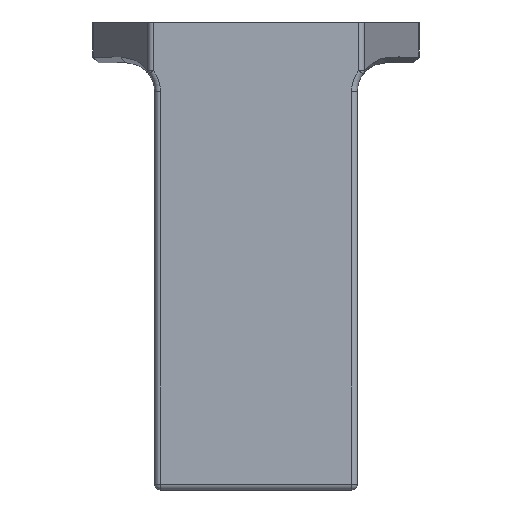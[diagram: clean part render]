
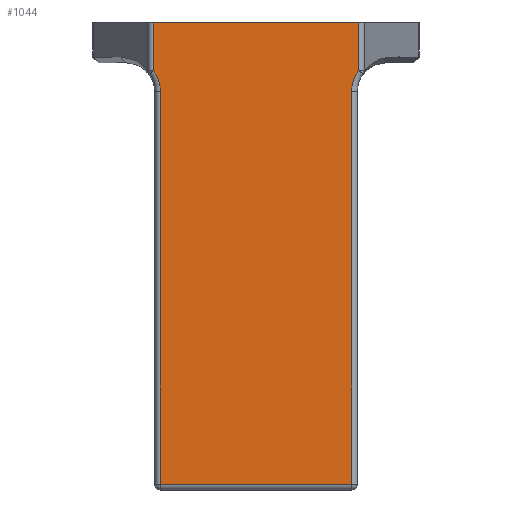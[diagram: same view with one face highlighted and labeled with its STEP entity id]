
A CAD part, top view. The second image highlights one B-rep face of the part: STEP entity #1044.
In plain terms, the highlighted face is planar.
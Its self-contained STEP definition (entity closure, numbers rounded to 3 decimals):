
#47 = CARTESIAN_POINT ( 'NONE',  ( 1., 26.82, 12. ) ) ;
#61 = DIRECTION ( 'NONE',  ( 1., 0., 0. ) ) ;
#75 = CARTESIAN_POINT ( 'NONE',  ( 34., 26.82, 12. ) ) ;
#79 = VECTOR ( 'NONE', #1022, 1000. ) ;
#114 = ORIENTED_EDGE ( 'NONE', *, *, #3004, .T. ) ;
#225 = DIRECTION ( 'NONE',  ( 0., 0., 1. ) ) ;
#305 = VECTOR ( 'NONE', #225, 1000. ) ;
#337 = EDGE_CURVE ( 'NONE', #2786, #1183, #1025, .T. ) ;
#353 = CARTESIAN_POINT ( 'NONE',  ( -0.223, 26.82, 0. ) ) ;
#371 = ORIENTED_EDGE ( 'NONE', *, *, #821, .T. ) ;
#376 = EDGE_CURVE ( 'NONE', #3052, #1539, #1153, .T. ) ;
#398 = ORIENTED_EDGE ( 'NONE', *, *, #2110, .T. ) ;
#421 = DIRECTION ( 'NONE',  ( 0., -1., 0. ) ) ;
#484 = DIRECTION ( 'NONE',  ( 0., 0., 1. ) ) ;
#504 = LINE ( 'NONE', #2895, #2198 ) ;
#518 = VECTOR ( 'NONE', #798, 1000. ) ;
#529 = ORIENTED_EDGE ( 'NONE', *, *, #2622, .T. ) ;
#580 = CIRCLE ( 'NONE', #3097, 6. ) ;
#587 = DIRECTION ( 'NONE',  ( 1., 0., 0. ) ) ;
#595 = VERTEX_POINT ( 'NONE', #626 ) ;
#606 = ORIENTED_EDGE ( 'NONE', *, *, #337, .T. ) ;
#626 = CARTESIAN_POINT ( 'NONE',  ( 35.223, 26.82, 8.37 ) ) ;
#631 = DIRECTION ( 'NONE',  ( 1., 0., 0. ) ) ;
#644 = CARTESIAN_POINT ( 'NONE',  ( -5., 26.82, 12. ) ) ;
#708 = LINE ( 'NONE', #1963, #305 ) ;
#746 = LINE ( 'NONE', #2667, #518 ) ;
#798 = DIRECTION ( 'NONE',  ( -1., 0., 0. ) ) ;
#821 = EDGE_CURVE ( 'NONE', #2376, #1771, #746, .T. ) ;
#922 = CARTESIAN_POINT ( 'NONE',  ( 35., 26.82, 79.812 ) ) ;
#955 = CARTESIAN_POINT ( 'NONE',  ( 1., 26.82, 0. ) ) ;
#1022 = DIRECTION ( 'NONE',  ( 0., 0., -1. ) ) ;
#1025 = CIRCLE ( 'NONE', #2237, 6. ) ;
#1044 = ADVANCED_FACE ( 'Fl�che2', ( #2080 ), #2267, .F. ) ;
#1120 = CARTESIAN_POINT ( 'NONE',  ( -0.223, 26.82, 8.37 ) ) ;
#1138 = CARTESIAN_POINT ( 'NONE',  ( 34., 26.82, 12. ) ) ;
#1153 = LINE ( 'NONE', #922, #2881 ) ;
#1183 = VERTEX_POINT ( 'NONE', #47 ) ;
#1300 = DIRECTION ( 'NONE',  ( 0., -1., 0. ) ) ;
#1374 = EDGE_CURVE ( 'NONE', #595, #2376, #504, .T. ) ;
#1539 = VERTEX_POINT ( 'NONE', #3109 ) ;
#1544 = CARTESIAN_POINT ( 'NONE',  ( 40., 26.82, 12. ) ) ;
#1713 = ORIENTED_EDGE ( 'NONE', *, *, #1894, .T. ) ;
#1734 = DIRECTION ( 'NONE',  ( 0., 0., -1. ) ) ;
#1771 = VERTEX_POINT ( 'NONE', #353 ) ;
#1792 = CARTESIAN_POINT ( 'NONE',  ( 35.223, 26.82, 0. ) ) ;
#1868 = VERTEX_POINT ( 'NONE', #1138 ) ;
#1888 = EDGE_LOOP ( 'NONE', ( #1713, #606, #398, #2438, #114, #529, #2947, #371 ) ) ;
#1889 = DIRECTION ( 'NONE',  ( 1., 0., 0. ) ) ;
#1894 = EDGE_CURVE ( 'NONE', #1771, #2786, #708, .T. ) ;
#1937 = LINE ( 'NONE', #955, #2927 ) ;
#1961 = LINE ( 'NONE', #75, #79 ) ;
#1963 = CARTESIAN_POINT ( 'NONE',  ( -0.223, 26.82, 8.724 ) ) ;
#2080 = FACE_OUTER_BOUND ( 'NONE', #1888, .T. ) ;
#2110 = EDGE_CURVE ( 'NONE', #1183, #3052, #1937, .T. ) ;
#2198 = VECTOR ( 'NONE', #1734, 1000. ) ;
#2237 = AXIS2_PLACEMENT_3D ( 'NONE', #644, #421, #631 ) ;
#2267 = PLANE ( 'NONE',  #2547 ) ;
#2286 = CARTESIAN_POINT ( 'NONE',  ( 1., 26.82, 79.812 ) ) ;
#2288 = DIRECTION ( 'NONE',  ( 0., -1., 0. ) ) ;
#2376 = VERTEX_POINT ( 'NONE', #1792 ) ;
#2438 = ORIENTED_EDGE ( 'NONE', *, *, #376, .T. ) ;
#2547 = AXIS2_PLACEMENT_3D ( 'NONE', #2810, #1300, #587 ) ;
#2622 = EDGE_CURVE ( 'NONE', #1868, #595, #580, .T. ) ;
#2667 = CARTESIAN_POINT ( 'NONE',  ( 35., 26.82, 0. ) ) ;
#2786 = VERTEX_POINT ( 'NONE', #1120 ) ;
#2810 = CARTESIAN_POINT ( 'NONE',  ( 35., 26.82, 0. ) ) ;
#2881 = VECTOR ( 'NONE', #1889, 1000. ) ;
#2895 = CARTESIAN_POINT ( 'NONE',  ( 35.223, 26.82, 0. ) ) ;
#2927 = VECTOR ( 'NONE', #484, 1000. ) ;
#2947 = ORIENTED_EDGE ( 'NONE', *, *, #1374, .T. ) ;
#3004 = EDGE_CURVE ( 'NONE', #1539, #1868, #1961, .T. ) ;
#3052 = VERTEX_POINT ( 'NONE', #2286 ) ;
#3097 = AXIS2_PLACEMENT_3D ( 'NONE', #1544, #2288, #61 ) ;
#3109 = CARTESIAN_POINT ( 'NONE',  ( 34., 26.82, 79.812 ) ) ;
